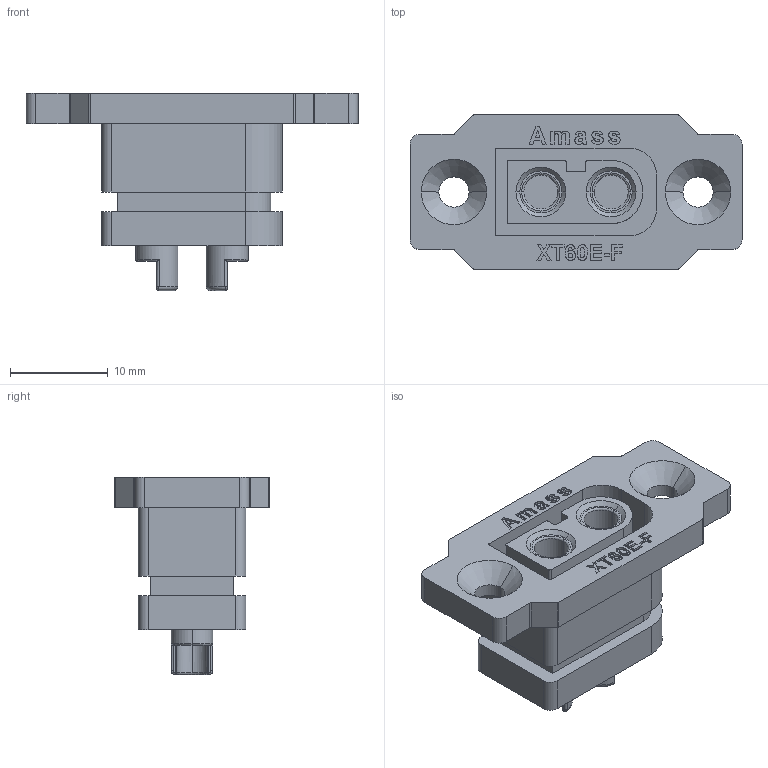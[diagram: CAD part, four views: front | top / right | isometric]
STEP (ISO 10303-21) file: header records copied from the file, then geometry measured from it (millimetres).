
FILE_DESCRIPTION (( 'STEP AP214' ), '1' );
FILE_NAME ('Amass_XT60E-F.STEP', '2025-02-17T17:53:38', ( 'Sk' ), ( '' ), 'SwSTEP 2.0', 'SolidWorks 2012', '' );
FILE_SCHEMA (( 'AUTOMOTIVE_DESIGN' ));
Length unit declared in the file: millimetre
Products named in the file (3): Pin^Amass_XT60E-F; Amass_XT60E-F; Case^Amass_XT60E-F
Assembly tree (3 placements, depth 2):
  Amass_XT60E-F
    Case^Amass_XT60E-F
    Pin^Amass_XT60E-F  x2
Bounding box: 34 x 15.8 x 20.2 mm (x, y, z)
Volume: 3016 mm3; surface area: 3971.1 mm2
Topology: 3 solids, 3 shells, 357 faces, 928 edges, 608 vertices
Faces by surface type: plane 163, bspline 90, cylinder 76, torus 16, cone 8, sphere 4
Entity records: 13758 total; most frequent: CARTESIAN_POINT 6096, ORIENTED_EDGE 1706, DIRECTION 1306, EDGE_CURVE 853, VERTEX_POINT 562, LINE 522, VECTOR 522, AXIS2_PLACEMENT_3D 392
